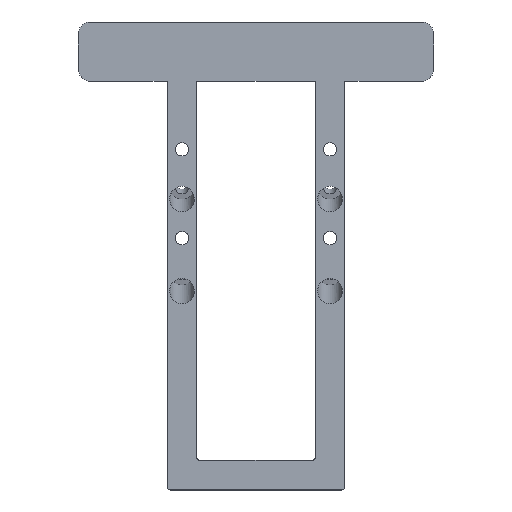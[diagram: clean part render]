
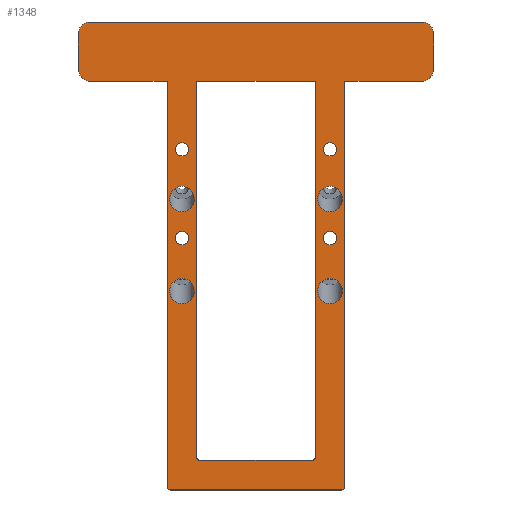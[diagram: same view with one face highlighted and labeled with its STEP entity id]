
A CAD part, top view. The second image highlights one B-rep face of the part: STEP entity #1348.
In plain terms, the highlighted planar face has unit normal (0, 0, 1).
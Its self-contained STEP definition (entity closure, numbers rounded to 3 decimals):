
#60=FACE_BOUND('',#261,.T.);
#61=FACE_BOUND('',#262,.T.);
#62=FACE_BOUND('',#263,.T.);
#63=FACE_BOUND('',#264,.T.);
#64=FACE_BOUND('',#265,.T.);
#65=FACE_BOUND('',#266,.T.);
#66=FACE_BOUND('',#267,.T.);
#67=FACE_BOUND('',#268,.T.);
#68=FACE_BOUND('',#269,.T.);
#89=ELLIPSE('',#1517,4.296,4.15);
#90=ELLIPSE('',#1518,4.296,4.15);
#91=ELLIPSE('',#1519,4.296,4.15);
#92=ELLIPSE('',#1520,4.296,4.15);
#110=PLANE('',#1512);
#171=FACE_OUTER_BOUND('',#260,.T.);
#260=EDGE_LOOP('',(#1111,#1112,#1113,#1114,#1115,#1116,#1117,#1118,#1119,
#1120,#1121,#1122,#1123,#1124));
#261=EDGE_LOOP('',(#1125,#1126,#1127,#1128,#1129,#1130));
#262=EDGE_LOOP('',(#1131));
#263=EDGE_LOOP('',(#1132));
#264=EDGE_LOOP('',(#1133));
#265=EDGE_LOOP('',(#1134));
#266=EDGE_LOOP('',(#1135));
#267=EDGE_LOOP('',(#1136));
#268=EDGE_LOOP('',(#1137));
#269=EDGE_LOOP('',(#1138));
#320=LINE('',#2075,#414);
#336=LINE('',#2133,#430);
#355=LINE('',#2217,#449);
#361=LINE('',#2229,#455);
#364=LINE('',#2237,#458);
#371=LINE('',#2266,#465);
#374=LINE('',#2274,#468);
#380=LINE('',#2292,#474);
#386=LINE('',#2321,#480);
#388=LINE('',#2325,#482);
#389=LINE('',#2326,#483);
#390=LINE('',#2327,#484);
#414=VECTOR('',#1606,10.);
#430=VECTOR('',#1664,10.);
#449=VECTOR('',#1745,10.);
#455=VECTOR('',#1757,10.);
#458=VECTOR('',#1766,10.);
#465=VECTOR('',#1801,10.);
#468=VECTOR('',#1810,10.);
#474=VECTOR('',#1832,10.);
#480=VECTOR('',#1872,10.);
#482=VECTOR('',#1878,10.);
#483=VECTOR('',#1879,10.);
#484=VECTOR('',#1880,10.);
#513=CIRCLE('',#1420,1.);
#514=CIRCLE('',#1425,1.);
#534=CIRCLE('',#1464,4.);
#535=CIRCLE('',#1467,4.);
#544=CIRCLE('',#1484,4.);
#545=CIRCLE('',#1487,4.);
#555=CIRCLE('',#1506,1.);
#556=CIRCLE('',#1508,1.);
#557=CIRCLE('',#1513,2.25);
#558=CIRCLE('',#1514,2.25);
#559=CIRCLE('',#1515,2.25);
#560=CIRCLE('',#1516,2.25);
#589=VERTEX_POINT('',#2072);
#590=VERTEX_POINT('',#2074);
#597=VERTEX_POINT('',#2092);
#598=VERTEX_POINT('',#2093);
#601=VERTEX_POINT('',#2107);
#602=VERTEX_POINT('',#2108);
#611=VERTEX_POINT('',#2131);
#644=VERTEX_POINT('',#2214);
#645=VERTEX_POINT('',#2216);
#647=VERTEX_POINT('',#2223);
#648=VERTEX_POINT('',#2227);
#649=VERTEX_POINT('',#2231);
#650=VERTEX_POINT('',#2235);
#658=VERTEX_POINT('',#2264);
#659=VERTEX_POINT('',#2268);
#660=VERTEX_POINT('',#2272);
#664=VERTEX_POINT('',#2290);
#668=VERTEX_POINT('',#2310);
#669=VERTEX_POINT('',#2311);
#670=VERTEX_POINT('',#2316);
#671=VERTEX_POINT('',#2328);
#672=VERTEX_POINT('',#2330);
#673=VERTEX_POINT('',#2332);
#674=VERTEX_POINT('',#2334);
#675=VERTEX_POINT('',#2336);
#676=VERTEX_POINT('',#2338);
#677=VERTEX_POINT('',#2340);
#678=VERTEX_POINT('',#2342);
#708=EDGE_CURVE('',#590,#589,#320,.T.);
#716=EDGE_CURVE('',#597,#598,#513,.T.);
#724=EDGE_CURVE('',#601,#602,#514,.T.);
#737=EDGE_CURVE('',#597,#611,#336,.T.);
#778=EDGE_CURVE('',#645,#644,#355,.T.);
#783=EDGE_CURVE('',#644,#647,#534,.T.);
#785=EDGE_CURVE('',#647,#648,#361,.T.);
#787=EDGE_CURVE('',#648,#649,#535,.T.);
#789=EDGE_CURVE('',#649,#650,#364,.T.);
#804=EDGE_CURVE('',#611,#658,#371,.T.);
#806=EDGE_CURVE('',#658,#659,#544,.T.);
#808=EDGE_CURVE('',#659,#660,#374,.T.);
#809=EDGE_CURVE('',#660,#645,#545,.T.);
#818=EDGE_CURVE('',#664,#589,#380,.T.);
#827=EDGE_CURVE('',#668,#669,#555,.T.);
#830=EDGE_CURVE('',#670,#664,#556,.T.);
#832=EDGE_CURVE('',#668,#590,#386,.T.);
#834=EDGE_CURVE('',#602,#650,#388,.T.);
#835=EDGE_CURVE('',#601,#598,#389,.T.);
#836=EDGE_CURVE('',#669,#670,#390,.T.);
#837=EDGE_CURVE('',#671,#671,#557,.T.);
#838=EDGE_CURVE('',#672,#672,#558,.T.);
#839=EDGE_CURVE('',#673,#673,#559,.T.);
#840=EDGE_CURVE('',#674,#674,#560,.T.);
#841=EDGE_CURVE('',#675,#675,#89,.T.);
#842=EDGE_CURVE('',#676,#676,#90,.T.);
#843=EDGE_CURVE('',#677,#677,#91,.T.);
#844=EDGE_CURVE('',#678,#678,#92,.T.);
#1111=ORIENTED_EDGE('',*,*,#716,.F.);
#1112=ORIENTED_EDGE('',*,*,#737,.T.);
#1113=ORIENTED_EDGE('',*,*,#804,.T.);
#1114=ORIENTED_EDGE('',*,*,#806,.T.);
#1115=ORIENTED_EDGE('',*,*,#808,.T.);
#1116=ORIENTED_EDGE('',*,*,#809,.T.);
#1117=ORIENTED_EDGE('',*,*,#778,.T.);
#1118=ORIENTED_EDGE('',*,*,#783,.T.);
#1119=ORIENTED_EDGE('',*,*,#785,.T.);
#1120=ORIENTED_EDGE('',*,*,#787,.T.);
#1121=ORIENTED_EDGE('',*,*,#789,.T.);
#1122=ORIENTED_EDGE('',*,*,#834,.F.);
#1123=ORIENTED_EDGE('',*,*,#724,.F.);
#1124=ORIENTED_EDGE('',*,*,#835,.T.);
#1125=ORIENTED_EDGE('',*,*,#836,.F.);
#1126=ORIENTED_EDGE('',*,*,#827,.F.);
#1127=ORIENTED_EDGE('',*,*,#832,.T.);
#1128=ORIENTED_EDGE('',*,*,#708,.T.);
#1129=ORIENTED_EDGE('',*,*,#818,.F.);
#1130=ORIENTED_EDGE('',*,*,#830,.F.);
#1131=ORIENTED_EDGE('',*,*,#837,.T.);
#1132=ORIENTED_EDGE('',*,*,#838,.T.);
#1133=ORIENTED_EDGE('',*,*,#839,.T.);
#1134=ORIENTED_EDGE('',*,*,#840,.T.);
#1135=ORIENTED_EDGE('',*,*,#841,.T.);
#1136=ORIENTED_EDGE('',*,*,#842,.T.);
#1137=ORIENTED_EDGE('',*,*,#843,.T.);
#1138=ORIENTED_EDGE('',*,*,#844,.T.);
#1348=ADVANCED_FACE('',(#171,#60,#61,#62,#63,#64,#65,#66,#67,#68),#110,
 .T.);
#1420=AXIS2_PLACEMENT_3D('',#2094,#1626,#1627);
#1425=AXIS2_PLACEMENT_3D('',#2109,#1642,#1643);
#1464=AXIS2_PLACEMENT_3D('',#2225,#1752,#1753);
#1467=AXIS2_PLACEMENT_3D('',#2233,#1761,#1762);
#1484=AXIS2_PLACEMENT_3D('',#2270,#1805,#1806);
#1487=AXIS2_PLACEMENT_3D('',#2276,#1813,#1814);
#1506=AXIS2_PLACEMENT_3D('',#2312,#1859,#1860);
#1508=AXIS2_PLACEMENT_3D('',#2317,#1865,#1866);
#1512=AXIS2_PLACEMENT_3D('',#2324,#1876,#1877);
#1513=AXIS2_PLACEMENT_3D('',#2329,#1881,#1882);
#1514=AXIS2_PLACEMENT_3D('',#2331,#1883,#1884);
#1515=AXIS2_PLACEMENT_3D('',#2333,#1885,#1886);
#1516=AXIS2_PLACEMENT_3D('',#2335,#1887,#1888);
#1517=AXIS2_PLACEMENT_3D('',#2337,#1889,#1890);
#1518=AXIS2_PLACEMENT_3D('',#2339,#1891,#1892);
#1519=AXIS2_PLACEMENT_3D('',#2341,#1893,#1894);
#1520=AXIS2_PLACEMENT_3D('',#2343,#1895,#1896);
#1606=DIRECTION('',(1.,0.,0.));
#1626=DIRECTION('center_axis',(0.,0.,-1.));
#1627=DIRECTION('ref_axis',(0.707,-0.707,0.));
#1642=DIRECTION('center_axis',(0.,0.,-1.));
#1643=DIRECTION('ref_axis',(-0.707,-0.707,0.));
#1664=DIRECTION('',(0.,1.,0.));
#1745=DIRECTION('',(-1.,0.,0.));
#1752=DIRECTION('center_axis',(0.,0.,1.));
#1753=DIRECTION('ref_axis',(0.,1.,0.));
#1757=DIRECTION('',(0.,-1.,0.));
#1761=DIRECTION('center_axis',(0.,0.,1.));
#1762=DIRECTION('ref_axis',(-1.,0.,0.));
#1766=DIRECTION('',(1.,0.,0.));
#1801=DIRECTION('',(1.,0.,0.));
#1805=DIRECTION('center_axis',(0.,0.,1.));
#1806=DIRECTION('ref_axis',(0.,-1.,0.));
#1810=DIRECTION('',(0.,1.,0.));
#1813=DIRECTION('center_axis',(0.,0.,1.));
#1814=DIRECTION('ref_axis',(1.,0.,0.));
#1832=DIRECTION('',(0.,1.,0.));
#1859=DIRECTION('center_axis',(0.,0.,1.));
#1860=DIRECTION('ref_axis',(-0.707,-0.707,0.));
#1865=DIRECTION('center_axis',(0.,0.,1.));
#1866=DIRECTION('ref_axis',(0.707,-0.707,0.));
#1872=DIRECTION('',(0.,1.,0.));
#1876=DIRECTION('center_axis',(0.,0.,1.));
#1877=DIRECTION('ref_axis',(1.,0.,0.));
#1878=DIRECTION('',(0.,1.,0.));
#1879=DIRECTION('',(1.,0.,0.));
#1880=DIRECTION('',(1.,0.,0.));
#1881=DIRECTION('center_axis',(0.,0.,-1.));
#1882=DIRECTION('ref_axis',(-1.,0.,0.));
#1883=DIRECTION('center_axis',(0.,0.,-1.));
#1884=DIRECTION('ref_axis',(-1.,0.,0.));
#1885=DIRECTION('center_axis',(0.,0.,-1.));
#1886=DIRECTION('ref_axis',(-1.,0.,0.));
#1887=DIRECTION('center_axis',(0.,0.,-1.));
#1888=DIRECTION('ref_axis',(-1.,0.,0.));
#1889=DIRECTION('center_axis',(0.,0.,-1.));
#1890=DIRECTION('ref_axis',(0.,-1.,0.));
#1891=DIRECTION('center_axis',(0.,0.,-1.));
#1892=DIRECTION('ref_axis',(0.,-1.,0.));
#1893=DIRECTION('center_axis',(0.,0.,-1.));
#1894=DIRECTION('ref_axis',(0.,-1.,0.));
#1895=DIRECTION('center_axis',(0.,0.,-1.));
#1896=DIRECTION('ref_axis',(0.,-1.,0.));
#2072=CARTESIAN_POINT('',(20.,138.,17.5));
#2074=CARTESIAN_POINT('',(-20.,138.,17.5));
#2075=CARTESIAN_POINT('',(-56.,138.,17.5));
#2092=CARTESIAN_POINT('',(30.,1.,17.5));
#2093=CARTESIAN_POINT('',(29.,0.,17.5));
#2094=CARTESIAN_POINT('Origin',(29.,1.,17.5));
#2107=CARTESIAN_POINT('',(-29.,0.,17.5));
#2108=CARTESIAN_POINT('',(-30.,1.,17.5));
#2109=CARTESIAN_POINT('Origin',(-29.,1.,17.5));
#2131=CARTESIAN_POINT('',(30.,138.,17.5));
#2133=CARTESIAN_POINT('',(30.,0.,17.5));
#2214=CARTESIAN_POINT('',(-56.,158.,17.5));
#2216=CARTESIAN_POINT('',(56.,158.,17.5));
#2217=CARTESIAN_POINT('',(56.,158.,17.5));
#2223=CARTESIAN_POINT('',(-60.,154.,17.5));
#2225=CARTESIAN_POINT('Origin',(-56.,154.,17.5));
#2227=CARTESIAN_POINT('',(-60.,142.,17.5));
#2229=CARTESIAN_POINT('',(-60.,154.,17.5));
#2231=CARTESIAN_POINT('',(-56.,138.,17.5));
#2233=CARTESIAN_POINT('Origin',(-56.,142.,17.5));
#2235=CARTESIAN_POINT('',(-30.,138.,17.5));
#2237=CARTESIAN_POINT('',(-56.,138.,17.5));
#2264=CARTESIAN_POINT('',(56.,138.,17.5));
#2266=CARTESIAN_POINT('',(-56.,138.,17.5));
#2268=CARTESIAN_POINT('',(60.,142.,17.5));
#2270=CARTESIAN_POINT('Origin',(56.,142.,17.5));
#2272=CARTESIAN_POINT('',(60.,154.,17.5));
#2274=CARTESIAN_POINT('',(60.,142.,17.5));
#2276=CARTESIAN_POINT('Origin',(56.,154.,17.5));
#2290=CARTESIAN_POINT('',(20.,11.,17.5));
#2292=CARTESIAN_POINT('',(20.,10.,17.5));
#2310=CARTESIAN_POINT('',(-20.,11.,17.5));
#2311=CARTESIAN_POINT('',(-19.,10.,17.5));
#2312=CARTESIAN_POINT('Origin',(-19.,11.,17.5));
#2316=CARTESIAN_POINT('',(19.,10.,17.5));
#2317=CARTESIAN_POINT('Origin',(19.,11.,17.5));
#2321=CARTESIAN_POINT('',(-20.,10.,17.5));
#2324=CARTESIAN_POINT('Origin',(-30.,0.,17.5));
#2325=CARTESIAN_POINT('',(-30.,0.,17.5));
#2326=CARTESIAN_POINT('',(-30.,0.,17.5));
#2327=CARTESIAN_POINT('',(-30.,10.,17.5));
#2328=CARTESIAN_POINT('',(27.25,115.,17.5));
#2329=CARTESIAN_POINT('Origin',(25.,115.,17.5));
#2330=CARTESIAN_POINT('',(27.25,85.,17.5));
#2331=CARTESIAN_POINT('Origin',(25.,85.,17.5));
#2332=CARTESIAN_POINT('',(-22.75,115.,17.5));
#2333=CARTESIAN_POINT('Origin',(-25.,115.,17.5));
#2334=CARTESIAN_POINT('',(-22.75,85.,17.5));
#2335=CARTESIAN_POINT('Origin',(-25.,85.,17.5));
#2336=CARTESIAN_POINT('',(29.15,98.199,17.5));
#2337=CARTESIAN_POINT('Origin',(25.,98.199,17.5));
#2338=CARTESIAN_POINT('',(29.15,67.141,17.5));
#2339=CARTESIAN_POINT('Origin',(25.,67.141,17.5));
#2340=CARTESIAN_POINT('',(-20.85,98.199,17.5));
#2341=CARTESIAN_POINT('Origin',(-25.,98.199,17.5));
#2342=CARTESIAN_POINT('',(-20.85,67.141,17.5));
#2343=CARTESIAN_POINT('Origin',(-25.,67.141,17.5));
